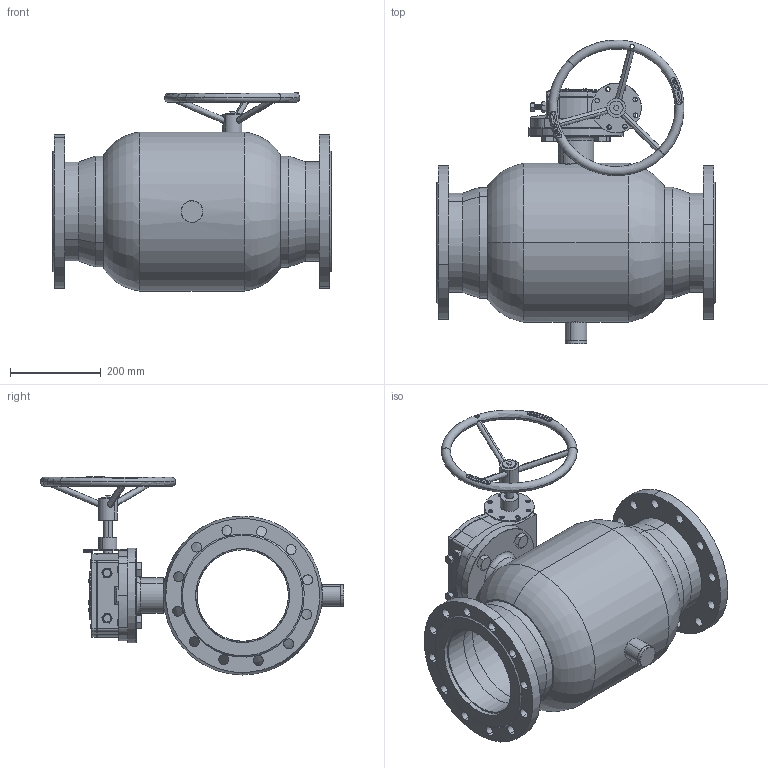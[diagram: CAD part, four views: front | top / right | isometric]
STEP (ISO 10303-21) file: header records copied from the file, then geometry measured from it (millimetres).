
FILE_DESCRIPTION (( 'STEP AP214' ), '1' );
FILE_NAME ('DN200籵噤楊擘恘謫⑩概PN16.STEP', '2026-02-25T02:11:36', ( '' ), ( '' ), 'SwSTEP 2.0', 'SolidWorks 2022', '' );
FILE_SCHEMA (( 'AUTOMOTIVE_DESIGN' ));
Length unit declared in the file: millimetre
Products named in the file (29): WL250-17隅弇种; DN200籵噤-傻帤載蜊; WL250-10硌尨攫蹟佪; WL250-4恘裝; WL250-7眊裔躇猾菜; WL250-1眊极; WL250-11梓齪; WL250-21忒謫蹟佪; WL250-16眊裔蹟佪; DN200通径法兰蜗轮球阀PN16; WL250-14盓殤; hexagon head bolts-full thread gb77_GB_FASTENER_BOLT_STBAB A M20X40-N; Q61F-250-5粣杶; WL250-3恘謫; WL250-5癹弇結輸; WL250-6密封胶圈; WL250-12蛁蚐郲; Q61F-250-1概极樓馱; WL250-13蛁蚐簽; Q61F-250-19苤粣杶; WL250-8癹弇蹟佪; 200F楊擘1.6; WL200-18忒謫; Q250-23恘謫; WL250-19縐銅; WL250-9硌尨齪; WL250-15坶隅攫; Q61F-250-22狟揤裔; WL250-2眊裔
Assembly tree (35 placements, depth 3):
  DN200通径法兰蜗轮球阀PN16
    Q61F-250-1概极樓馱
    Q61F-250-5粣杶
    Q61F-250-19苤粣杶
    Q61F-250-22狟揤裔
    DN200籵噤-傻帤載蜊  x2
    Q250-23恘謫
      WL250-1眊极
      WL250-3恘謫
      WL250-5癹弇結輸  x2
      WL250-4恘裝
      WL250-7眊裔躇猾菜
      WL250-6密封胶圈
      WL250-2眊裔
      WL250-8癹弇蹟佪  x2
      WL250-10硌尨攫蹟佪
      WL250-11梓齪
      WL250-12蛁蚐郲
      WL250-13蛁蚐簽
      WL250-15坶隅攫
      WL250-14盓殤
      WL250-9硌尨齪
      WL250-17隅弇种
      WL250-16眊裔蹟佪
      WL200-18忒謫
      WL250-19縐銅
      WL250-21忒謫蹟佪
    hexagon head bolts-full thread gb77_GB_FASTENER_BOLT_STBAB A M20X40-N  x4
    200F楊擘1.6  x2
Bounding box: 615 x 670.72 x 437.28 mm (x, y, z)
Volume: 12868825.1 mm3; surface area: 2457464.7 mm2
Topology: 44 solids, 44 shells, 1646 faces, 4193 edges, 2744 vertices
Faces by surface type: plane 708, cylinder 643, bspline 168, cone 95, torus 32
Entity records: 60394 total; most frequent: CARTESIAN_POINT 22971, ORIENTED_EDGE 7352, DIRECTION 6939, EDGE_CURVE 3676, AXIS2_PLACEMENT_3D 2420, VERTEX_POINT 2415, VECTOR 2099, LINE 2099
